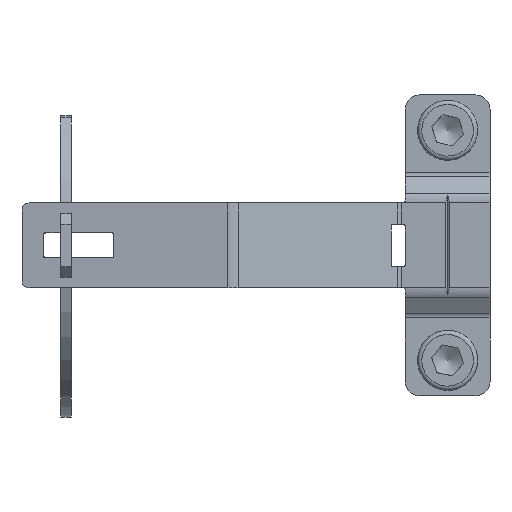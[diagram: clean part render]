
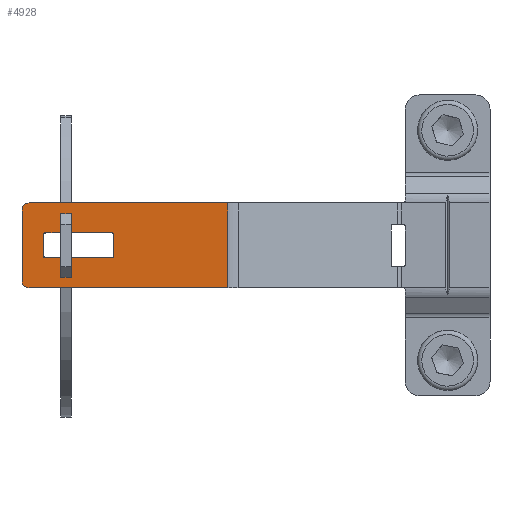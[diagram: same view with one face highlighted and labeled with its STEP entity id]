
A CAD part, left-side view. The second image highlights one B-rep face of the part: STEP entity #4928.
In plain terms, the highlighted planar face has unit normal (-0.998, 0.07, 0).
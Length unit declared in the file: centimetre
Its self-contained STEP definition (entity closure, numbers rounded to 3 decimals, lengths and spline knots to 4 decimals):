
#123=FACE_BOUND('',#842,.T.);
#217=CIRCLE('',#5285,0.025);
#219=CIRCLE('',#5289,0.025);
#221=CIRCLE('',#5293,0.025);
#223=CIRCLE('',#5297,0.025);
#231=CIRCLE('',#5319,0.1);
#232=CIRCLE('',#5322,0.1);
#567=FACE_OUTER_BOUND('',#841,.T.);
#841=EDGE_LOOP('',(#3591,#3592,#3593,#3594,#3595,#3596));
#842=EDGE_LOOP('',(#3597,#3598,#3599,#3600,#3601,#3602,#3603,#3604));
#1179=LINE('',#7641,#1609);
#1183=LINE('',#7653,#1613);
#1187=LINE('',#7665,#1617);
#1192=LINE('',#7677,#1622);
#1215=LINE('',#7746,#1645);
#1218=LINE('',#7752,#1648);
#1219=LINE('',#7754,#1649);
#1220=LINE('',#7756,#1650);
#1609=VECTOR('',#6162,1.);
#1613=VECTOR('',#6174,1.);
#1617=VECTOR('',#6186,1.);
#1622=VECTOR('',#6199,1.);
#1645=VECTOR('',#6264,1.);
#1648=VECTOR('',#6269,1.);
#1649=VECTOR('',#6270,1.);
#1650=VECTOR('',#6271,1.);
#2054=VERTEX_POINT('',#7631);
#2055=VERTEX_POINT('',#7632);
#2058=VERTEX_POINT('',#7640);
#2060=VERTEX_POINT('',#7646);
#2062=VERTEX_POINT('',#7652);
#2064=VERTEX_POINT('',#7658);
#2066=VERTEX_POINT('',#7664);
#2068=VERTEX_POINT('',#7670);
#2084=VERTEX_POINT('',#7739);
#2085=VERTEX_POINT('',#7741);
#2086=VERTEX_POINT('',#7745);
#2088=VERTEX_POINT('',#7751);
#2089=VERTEX_POINT('',#7753);
#2090=VERTEX_POINT('',#7755);
#2576=EDGE_CURVE('',#2054,#2055,#217,.T.);
#2580=EDGE_CURVE('',#2058,#2055,#1179,.T.);
#2583=EDGE_CURVE('',#2058,#2060,#219,.T.);
#2586=EDGE_CURVE('',#2062,#2060,#1183,.T.);
#2589=EDGE_CURVE('',#2062,#2064,#221,.T.);
#2592=EDGE_CURVE('',#2066,#2064,#1187,.T.);
#2595=EDGE_CURVE('',#2066,#2068,#223,.T.);
#2599=EDGE_CURVE('',#2054,#2068,#1192,.T.);
#2628=EDGE_CURVE('',#2084,#2085,#231,.T.);
#2630=EDGE_CURVE('',#2086,#2085,#1215,.T.);
#2633=EDGE_CURVE('',#2084,#2088,#1218,.T.);
#2634=EDGE_CURVE('',#2088,#2089,#1219,.T.);
#2635=EDGE_CURVE('',#2089,#2090,#1220,.T.);
#2636=EDGE_CURVE('',#2086,#2090,#232,.T.);
#3591=ORIENTED_EDGE('',*,*,#2628,.F.);
#3592=ORIENTED_EDGE('',*,*,#2633,.T.);
#3593=ORIENTED_EDGE('',*,*,#2634,.T.);
#3594=ORIENTED_EDGE('',*,*,#2635,.T.);
#3595=ORIENTED_EDGE('',*,*,#2636,.F.);
#3596=ORIENTED_EDGE('',*,*,#2630,.T.);
#3597=ORIENTED_EDGE('',*,*,#2592,.T.);
#3598=ORIENTED_EDGE('',*,*,#2589,.F.);
#3599=ORIENTED_EDGE('',*,*,#2586,.T.);
#3600=ORIENTED_EDGE('',*,*,#2583,.F.);
#3601=ORIENTED_EDGE('',*,*,#2580,.T.);
#3602=ORIENTED_EDGE('',*,*,#2576,.F.);
#3603=ORIENTED_EDGE('',*,*,#2599,.T.);
#3604=ORIENTED_EDGE('',*,*,#2595,.F.);
#4367=PLANE('',#5321);
#4928=ADVANCED_FACE('',(#567,#123),#4367,.F.);
#5285=AXIS2_PLACEMENT_3D('',#7633,#6154,#6155);
#5289=AXIS2_PLACEMENT_3D('',#7647,#6167,#6168);
#5293=AXIS2_PLACEMENT_3D('',#7659,#6179,#6180);
#5297=AXIS2_PLACEMENT_3D('',#7671,#6191,#6192);
#5319=AXIS2_PLACEMENT_3D('',#7742,#6259,#6260);
#5321=AXIS2_PLACEMENT_3D('',#7750,#6267,#6268);
#5322=AXIS2_PLACEMENT_3D('',#7757,#6272,#6273);
#6154=DIRECTION('center_axis',(-0.998,0.07,0.));
#6155=DIRECTION('ref_axis',(-0.049,-0.705,0.707));
#6162=DIRECTION('',(-0.07,-0.998,0.));
#6167=DIRECTION('center_axis',(-0.998,0.07,0.));
#6168=DIRECTION('ref_axis',(0.049,0.705,0.707));
#6174=DIRECTION('',(0.,0.,1.));
#6179=DIRECTION('center_axis',(-0.998,0.07,0.));
#6180=DIRECTION('ref_axis',(0.049,0.705,-0.707));
#6186=DIRECTION('',(0.07,0.998,0.));
#6191=DIRECTION('center_axis',(-0.998,0.07,0.));
#6192=DIRECTION('ref_axis',(-0.049,-0.705,-0.707));
#6199=DIRECTION('',(0.,0.,-1.));
#6259=DIRECTION('center_axis',(0.998,-0.07,0.));
#6260=DIRECTION('ref_axis',(0.049,0.705,-0.707));
#6264=DIRECTION('',(0.,0.,-1.));
#6267=DIRECTION('center_axis',(0.998,-0.07,0.));
#6268=DIRECTION('ref_axis',(0.,0.,
-1.));
#6269=DIRECTION('',(-0.07,-0.998,0.));
#6270=DIRECTION('',(0.,0.,1.));
#6271=DIRECTION('',(0.07,0.998,0.));
#6272=DIRECTION('center_axis',(0.998,-0.07,0.));
#6273=DIRECTION('ref_axis',(0.049,0.705,0.707));
#7631=CARTESIAN_POINT('',(-2.6177,5.3262,0.15));
#7632=CARTESIAN_POINT('',(-2.616,5.3511,0.175));
#7633=CARTESIAN_POINT('Origin',(-2.616,5.3511,0.15));
#7640=CARTESIAN_POINT('',(-2.5497,6.2988,0.175));
#7641=CARTESIAN_POINT('',(-2.7607,3.2812,0.175));
#7646=CARTESIAN_POINT('',(-2.548,6.3238,0.15));
#7647=CARTESIAN_POINT('Origin',(-2.5497,6.2988,0.15));
#7652=CARTESIAN_POINT('',(-2.548,6.3238,-0.15));
#7653=CARTESIAN_POINT('',(-2.548,6.3238,-0.0875));
#7658=CARTESIAN_POINT('',(-2.5497,6.2988,-0.175));
#7659=CARTESIAN_POINT('Origin',(-2.5497,6.2988,-0.15));
#7664=CARTESIAN_POINT('',(-2.616,5.3511,-0.175));
#7665=CARTESIAN_POINT('',(-2.7956,2.7824,-0.175));
#7670=CARTESIAN_POINT('',(-2.6177,5.3262,-0.15));
#7671=CARTESIAN_POINT('Origin',(-2.616,5.3511,-0.15));
#7677=CARTESIAN_POINT('',(-2.6177,5.3262,0.0875));
#7739=CARTESIAN_POINT('',(-2.534,6.5233,-0.6));
#7741=CARTESIAN_POINT('',(-2.527,6.623,-0.5));
#7742=CARTESIAN_POINT('Origin',(-2.534,6.5233,-0.5));
#7745=CARTESIAN_POINT('',(-2.527,6.623,0.5));
#7746=CARTESIAN_POINT('',(-2.527,6.623,0.6));
#7750=CARTESIAN_POINT('Origin',(-2.9735,0.2386,0.));
#7751=CARTESIAN_POINT('',(-2.7306,3.7114,-0.6));
#7752=CARTESIAN_POINT('',(-2.527,6.623,-0.6));
#7753=CARTESIAN_POINT('',(-2.7306,3.7114,0.6));
#7754=CARTESIAN_POINT('',(-2.7306,3.7114,-0.3));
#7755=CARTESIAN_POINT('',(-2.534,6.5233,0.6));
#7756=CARTESIAN_POINT('',(-2.9316,0.8372,0.6));
#7757=CARTESIAN_POINT('Origin',(-2.534,6.5233,0.5));
